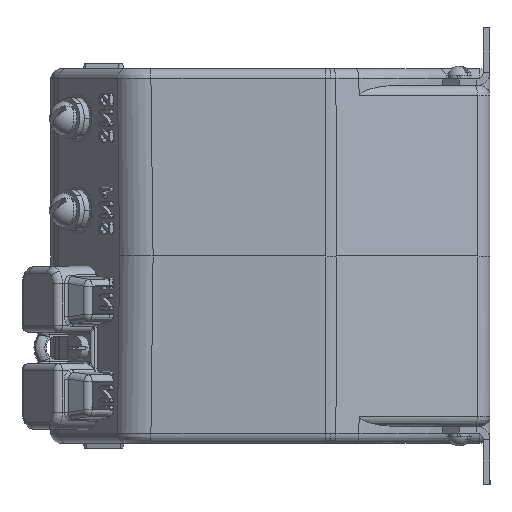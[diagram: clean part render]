
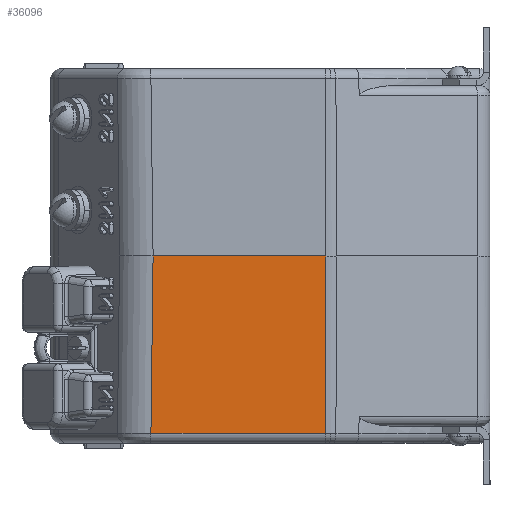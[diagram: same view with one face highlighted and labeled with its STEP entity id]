
A CAD part, left-side view. The second image highlights one B-rep face of the part: STEP entity #36096.
In plain terms, the highlighted planar face has unit normal (-1, 0, -0.018).
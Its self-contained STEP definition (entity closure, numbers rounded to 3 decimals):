
#1838 = AXIS2_PLACEMENT_3D ( 'NONE', #7274, #7281, #7282 ) ;
#2465 = FACE_OUTER_BOUND ( 'NONE', #9576, .T. ) ;
#2720 = EDGE_CURVE ( 'NONE', #38787, #38660, #14546, .T. ) ;
#2829 = EDGE_CURVE ( 'NONE', #38611, #38518, #14706, .T. ) ;
#3032 = EDGE_CURVE ( 'NONE', #38611, #38660, #14922, .T. ) ;
#3047 = EDGE_CURVE ( 'NONE', #38518, #38787, #14963, .T. ) ;
#7274 = CARTESIAN_POINT ( 'NONE',  ( -60., 39.693, 0. ) ) ;
#7278 = PLANE ( 'NONE',  #1838 ) ;
#7281 = DIRECTION ( 'NONE',  ( -1., 0., -0.017 ) ) ;
#7282 = DIRECTION ( 'NONE',  ( -0.017, 0., 1. ) ) ;
#8580 = CARTESIAN_POINT ( 'NONE',  ( -59.091, 34.081, -52.052 ) ) ;
#8673 = CARTESIAN_POINT ( 'NONE',  ( -60., 33.445, 0. ) ) ;
#8722 = CARTESIAN_POINT ( 'NONE',  ( -60., -17.27, 0. ) ) ;
#8849 = CARTESIAN_POINT ( 'NONE',  ( -59.091, -17.15, -52.052 ) ) ;
#9283 = ORIENTED_EDGE ( 'NONE', *, *, #2829, .T. ) ;
#9285 = ORIENTED_EDGE ( 'NONE', *, *, #2720, .T. ) ;
#9297 = ORIENTED_EDGE ( 'NONE', *, *, #3032, .F. ) ;
#9298 = ORIENTED_EDGE ( 'NONE', *, *, #3047, .T. ) ;
#9576 = EDGE_LOOP ( 'NONE', ( #9283, #9298, #9285, #9297 ) ) ;
#13316 = CARTESIAN_POINT ( 'NONE',  ( -59.998, -17.269, -0.131 ) ) ;
#13324 = DIRECTION ( 'NONE',  ( -0.017, -0.002, 1. ) ) ;
#13739 = CARTESIAN_POINT ( 'NONE',  ( -59.999, 33.446, -0.076 ) ) ;
#13740 = DIRECTION ( 'NONE',  ( 0.017, 0.012, -1. ) ) ;
#14527 = VECTOR ( 'NONE', #13324, 1000. ) ;
#14546 = LINE ( 'NONE', #13316, #14527 ) ;
#14706 = LINE ( 'NONE', #13739, #14707 ) ;
#14707 = VECTOR ( 'NONE', #13740, 1000. ) ;
#14922 = LINE ( 'NONE', #16463, #14943 ) ;
#14943 = VECTOR ( 'NONE', #16472, 1000. ) ;
#14951 = VECTOR ( 'NONE', #16534, 1000. ) ;
#14963 = LINE ( 'NONE', #16528, #14951 ) ;
#16463 = CARTESIAN_POINT ( 'NONE',  ( -60., 39.693, 0. ) ) ;
#16472 = DIRECTION ( 'NONE',  ( 0., -1., 0. ) ) ;
#16528 = CARTESIAN_POINT ( 'NONE',  ( -59.091, -17.143, -52.052 ) ) ;
#16534 = DIRECTION ( 'NONE',  ( 0., -1., 0. ) ) ;
#36096 = ADVANCED_FACE ( 'NONE', ( #2465 ), #7278, .T. ) ;
#38518 = VERTEX_POINT ( 'NONE', #8580 ) ;
#38611 = VERTEX_POINT ( 'NONE', #8673 ) ;
#38660 = VERTEX_POINT ( 'NONE', #8722 ) ;
#38787 = VERTEX_POINT ( 'NONE', #8849 ) ;
